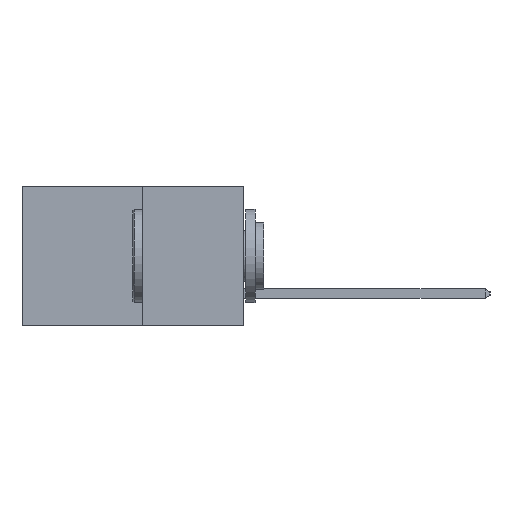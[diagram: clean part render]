
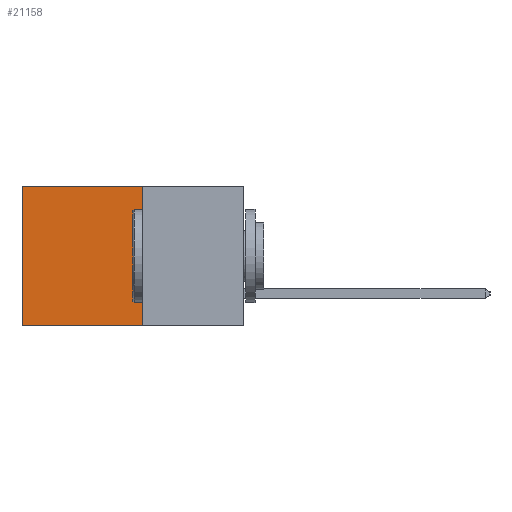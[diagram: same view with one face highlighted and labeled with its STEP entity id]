
A CAD part, left-side view. The second image highlights one B-rep face of the part: STEP entity #21158.
In plain terms, the highlighted planar face has unit normal (-1, 0, 0).
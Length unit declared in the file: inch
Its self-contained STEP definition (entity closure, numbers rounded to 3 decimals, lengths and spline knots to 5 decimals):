
#332 = CARTESIAN_POINT ( 'NONE',  ( 0.277, 0.27, -0.37 ) ) ;
#1871 = EDGE_CURVE ( 'NONE', #9230, #28934, #16830, .T. ) ;
#2082 = FACE_OUTER_BOUND ( 'NONE', #5613, .T. ) ;
#3078 = DIRECTION ( 'NONE',  ( 1., 0., 0. ) ) ;
#5279 = CARTESIAN_POINT ( 'NONE',  ( 0.277, 0.27, 0. ) ) ;
#5613 = EDGE_LOOP ( 'NONE', ( #30837, #13466, #26873, #31428 ) ) ;
#7932 = VECTOR ( 'NONE', #12931, 39.37008 ) ;
#8040 = EDGE_CURVE ( 'NONE', #10614, #28934, #20943, .T. ) ;
#8943 = DIRECTION ( 'NONE',  ( 0., 0., -1. ) ) ;
#9230 = VERTEX_POINT ( 'NONE', #15263 ) ;
#9642 = CARTESIAN_POINT ( 'NONE',  ( 0.277, 0.27, -0.37 ) ) ;
#9870 = VECTOR ( 'NONE', #8943, 39.37008 ) ;
#10279 = CARTESIAN_POINT ( 'NONE',  ( 0.277, 0.27, -0.37 ) ) ;
#10614 = VERTEX_POINT ( 'NONE', #14316 ) ;
#12569 = CARTESIAN_POINT ( 'NONE',  ( 0.277, 0.27, 0. ) ) ;
#12931 = DIRECTION ( 'NONE',  ( 0., 1., 0. ) ) ;
#13466 = ORIENTED_EDGE ( 'NONE', *, *, #8040, .F. ) ;
#14316 = CARTESIAN_POINT ( 'NONE',  ( 0.277, 0.27, -0.37 ) ) ;
#15263 = CARTESIAN_POINT ( 'NONE',  ( 0.277, 0.59, 0. ) ) ;
#16145 = VECTOR ( 'NONE', #30373, 39.37008 ) ;
#16261 = PLANE ( 'NONE',  #27892 ) ;
#16830 = LINE ( 'NONE', #31188, #9870 ) ;
#18020 = LINE ( 'NONE', #9642, #24009 ) ;
#20943 = LINE ( 'NONE', #10279, #7932 ) ;
#21045 = VERTEX_POINT ( 'NONE', #5279 ) ;
#21158 = ADVANCED_FACE ( 'NONE', ( #2082 ), #16261, .F. ) ;
#21400 = DIRECTION ( 'NONE',  ( 0., 0., -1. ) ) ;
#21538 = EDGE_CURVE ( 'NONE', #21045, #9230, #22147, .T. ) ;
#22147 = LINE ( 'NONE', #12569, #16145 ) ;
#23713 = CARTESIAN_POINT ( 'NONE',  ( 0.277, 0.59, -0.37 ) ) ;
#24009 = VECTOR ( 'NONE', #30100, 39.37008 ) ;
#26499 = EDGE_CURVE ( 'NONE', #21045, #10614, #18020, .T. ) ;
#26873 = ORIENTED_EDGE ( 'NONE', *, *, #26499, .F. ) ;
#27892 = AXIS2_PLACEMENT_3D ( 'NONE', #332, #3078, #21400 ) ;
#28934 = VERTEX_POINT ( 'NONE', #23713 ) ;
#30100 = DIRECTION ( 'NONE',  ( 0., 0., -1. ) ) ;
#30373 = DIRECTION ( 'NONE',  ( 0., 1., 0. ) ) ;
#30837 = ORIENTED_EDGE ( 'NONE', *, *, #1871, .T. ) ;
#31188 = CARTESIAN_POINT ( 'NONE',  ( 0.277, 0.59, -0.37 ) ) ;
#31428 = ORIENTED_EDGE ( 'NONE', *, *, #21538, .T. ) ;
